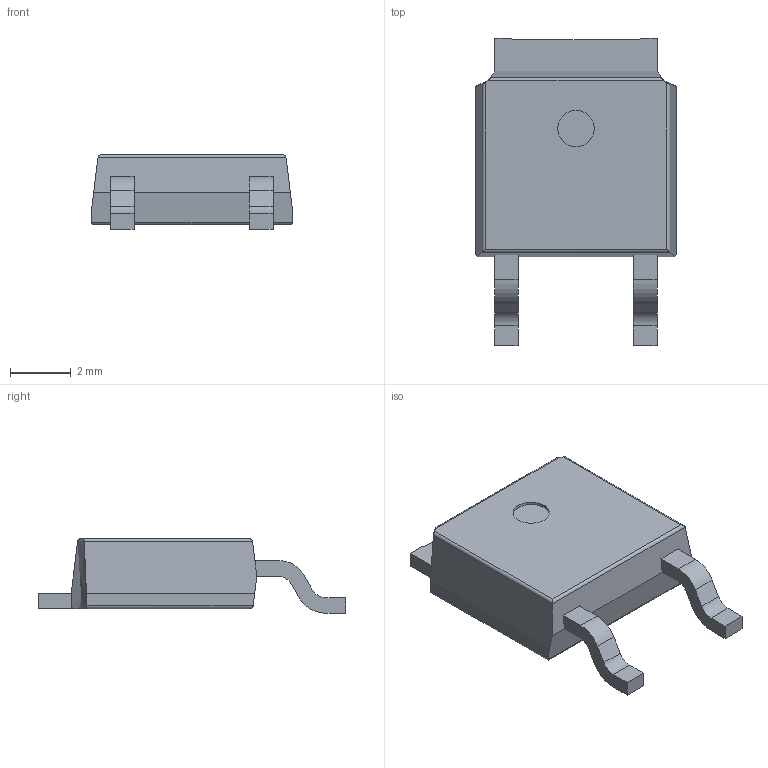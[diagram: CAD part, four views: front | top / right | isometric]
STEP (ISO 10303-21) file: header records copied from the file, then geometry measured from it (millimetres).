
FILE_DESCRIPTION (( 'STEP AP203' ), '1' );
FILE_NAME ('TO252- 2L.STEP', '2022-11-04T04:51:24', ( '' ), ( '' ), 'SwSTEP 2.0', 'SolidWorks 2019', '' );
FILE_SCHEMA (( 'CONFIG_CONTROL_DESIGN' ));
Length unit declared in the file: millimetre
Products named in the file (7): LDF - 2; chip; LDF; solder; Al wire-die; TO252- 2L; 掛极
Assembly tree (7 placements, depth 2):
  TO252- 2L
    LDF
    LDF - 2
    solder
    chip
    Al wire-die  x2
    掛极
Bounding box: 6.6 x 10.1 x 2.45 mm (x, y, z)
Volume: 92.7 mm3; surface area: 309 mm2
Topology: 7 solids, 7 shells, 304 faces, 808 edges, 536 vertices
Faces by surface type: plane 213, cylinder 81, bspline 10
Entity records: 10211 total; most frequent: CARTESIAN_POINT 2166, ORIENTED_EDGE 1544, DIRECTION 1456, EDGE_CURVE 772, VECTOR 596, LINE 596, VERTEX_POINT 512, AXIS2_PLACEMENT_3D 430
